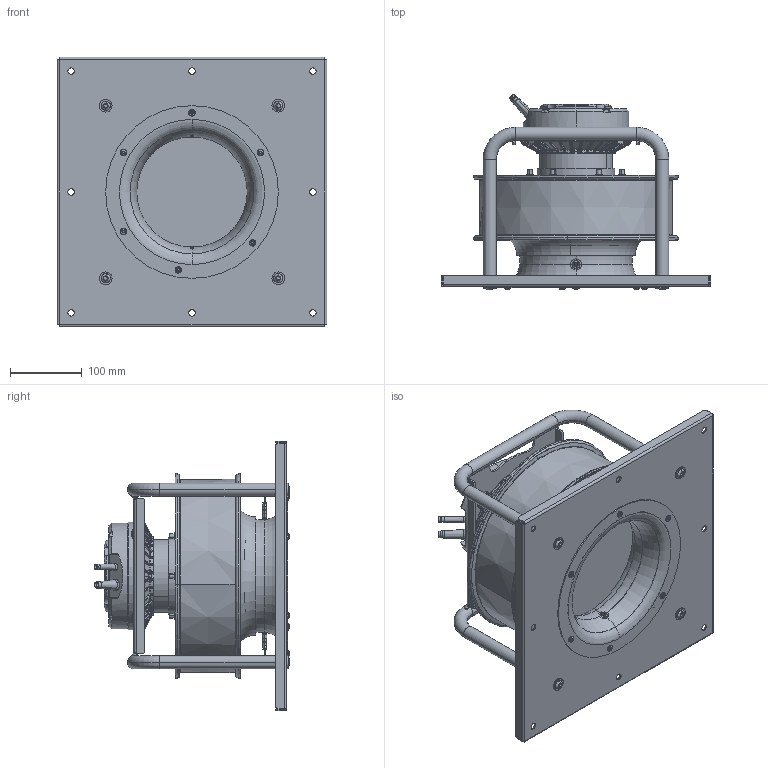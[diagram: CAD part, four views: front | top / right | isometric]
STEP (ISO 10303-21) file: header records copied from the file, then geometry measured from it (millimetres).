
FILE_DESCRIPTION((''),'2;1');
FILE_NAME('1187390_ASM','2023-08-30T09:39:46',('mkulawiak'),(''),'CREO PARAMETRIC BY PTC INC, 2022484','CREO PARAMETRIC BY PTC INC, 2022484','');
FILE_SCHEMA(('CONFIG_CONTROL_DESIGN'));
Products named in the file (22): 1187059; 1176175; FILLET_WELD_ID_1315; 1176184; 1187056_ASM; 1167316; 1167317; 1167315_ASM; 1165533; 1188746; FAN_MOTOR_250_07_F_FLANGE_ASM; 1166196; 1195166; 1173619; 1173620; 1111787; 1187391_ASM; 1187383; 1169179; 1195167; 1195169; 1187390_ASM
Assembly tree (57 placements, depth 4):
  1187390_ASM
    1187056_ASM
      1187059  x2
      1176175
      FILLET_WELD_ID_1315
      1176184  x4
    1187391_ASM
      1167315_ASM
        1167316
        1167317
      FAN_MOTOR_250_07_F_FLANGE_ASM
        1165533
        1188746  x6
      1166196
      1195166  x6
      1173619  x2
      1173620  x2
      1111787  x2
    1187383  x8
    1195166  x4
    1169179
    1195167  x4
    1195169  x6
Bounding box: 375 x 271.79 x 375 mm (x, y, z)
Volume: 5463239.2 mm3; surface area: 1021115.7 mm2
Topology: 57 solids, 94 shells, 4089 faces, 10764 edges, 6715 vertices
Faces by surface type: cylinder 1497, plane 1372, bspline 630, torus 290, cone 260, sphere 38, revolution 2
Entity records: 87951 total; most frequent: CARTESIAN_POINT 34549, ORIENTED_EDGE 11508, DIRECTION 10235, EDGE_CURVE 6034, AXIS2_PLACEMENT_3D 4133, VERTEX_POINT 3691, EDGE_LOOP 2483, FACE_OUTER_BOUND 2326
